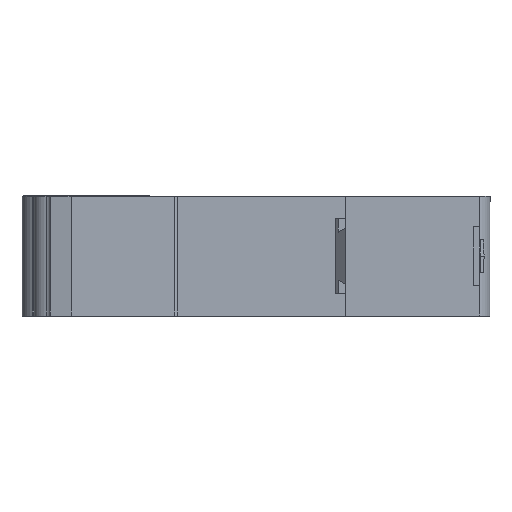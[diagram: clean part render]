
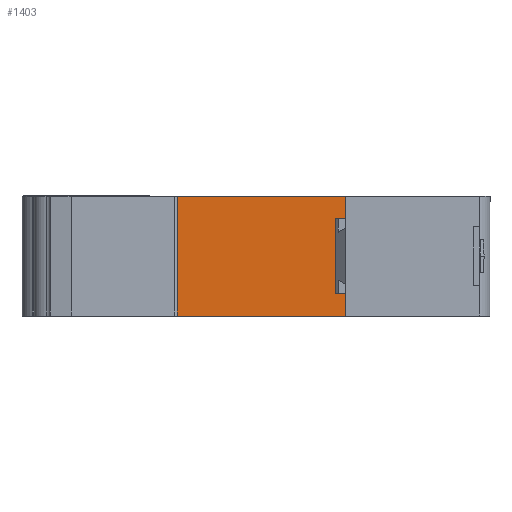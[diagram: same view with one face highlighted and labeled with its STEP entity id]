
A CAD part, front view. The second image highlights one B-rep face of the part: STEP entity #1403.
In plain terms, the highlighted planar face has unit normal (0, -1, 0).
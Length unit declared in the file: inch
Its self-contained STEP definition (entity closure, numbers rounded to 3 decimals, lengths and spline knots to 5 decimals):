
#15 = EDGE_CURVE ( 'NONE', #12738, #14725, #65, .T. ) ;
#65 = LINE ( 'NONE', #12972, #15486 ) ;
#222 = CARTESIAN_POINT ( 'NONE',  ( -0.75744, -1.03124, 0.25344 ) ) ;
#956 = ORIENTED_EDGE ( 'NONE', *, *, #11109, .T. ) ;
#1403 = ADVANCED_FACE ( 'NONE', ( #23253 ), #17791, .T. ) ;
#1762 = EDGE_LOOP ( 'NONE', ( #9471, #4929, #5005, #956 ) ) ;
#3181 = DIRECTION ( 'NONE',  ( 1., 0., 0. ) ) ;
#3413 = DIRECTION ( 'NONE',  ( 0., -1., 0. ) ) ;
#3567 = DIRECTION ( 'NONE',  ( 0., 0., -1. ) ) ;
#4772 = VECTOR ( 'NONE', #11497, 39.37008 ) ;
#4929 = ORIENTED_EDGE ( 'NONE', *, *, #5499, .T. ) ;
#5005 = ORIENTED_EDGE ( 'NONE', *, *, #15, .T. ) ;
#5499 = EDGE_CURVE ( 'NONE', #17166, #12738, #22630, .T. ) ;
#6310 = CARTESIAN_POINT ( 'NONE',  ( -1.70921, -1.03124, 0.25344 ) ) ;
#6923 = CARTESIAN_POINT ( 'NONE',  ( 0.54374, -1.03124, -0.0005 ) ) ;
#7335 = VERTEX_POINT ( 'NONE', #222 ) ;
#7657 = DIRECTION ( 'NONE',  ( 0., 0., 1. ) ) ;
#9238 = LINE ( 'NONE', #15025, #10603 ) ;
#9471 = ORIENTED_EDGE ( 'NONE', *, *, #10644, .T. ) ;
#10603 = VECTOR ( 'NONE', #3567, 39.37008 ) ;
#10644 = EDGE_CURVE ( 'NONE', #7335, #17166, #9238, .T. ) ;
#11109 = EDGE_CURVE ( 'NONE', #14725, #7335, #15355, .T. ) ;
#11497 = DIRECTION ( 'NONE',  ( -1., 0., 0. ) ) ;
#12738 = VERTEX_POINT ( 'NONE', #16144 ) ;
#12972 = CARTESIAN_POINT ( 'NONE',  ( 0.60575, -1.03124, -0.0005 ) ) ;
#13068 = DIRECTION ( 'NONE',  ( 1., 0., 0. ) ) ;
#14725 = VERTEX_POINT ( 'NONE', #18871 ) ;
#15025 = CARTESIAN_POINT ( 'NONE',  ( -0.75744, -1.03124, -0.0005 ) ) ;
#15355 = LINE ( 'NONE', #6310, #4772 ) ;
#15486 = VECTOR ( 'NONE', #7657, 39.37008 ) ;
#16144 = CARTESIAN_POINT ( 'NONE',  ( 0.60575, -1.03124, -0.65207 ) ) ;
#17166 = VERTEX_POINT ( 'NONE', #22311 ) ;
#17791 = PLANE ( 'NONE',  #22606 ) ;
#18871 = CARTESIAN_POINT ( 'NONE',  ( 0.60575, -1.03124, 0.25344 ) ) ;
#20695 = CARTESIAN_POINT ( 'NONE',  ( 0.54374, -1.03124, -0.65207 ) ) ;
#22311 = CARTESIAN_POINT ( 'NONE',  ( -0.75744, -1.03124, -0.65207 ) ) ;
#22606 = AXIS2_PLACEMENT_3D ( 'NONE', #6923, #3413, #3181 ) ;
#22630 = LINE ( 'NONE', #20695, #23907 ) ;
#23253 = FACE_OUTER_BOUND ( 'NONE', #1762, .T. ) ;
#23907 = VECTOR ( 'NONE', #13068, 39.37008 ) ;
